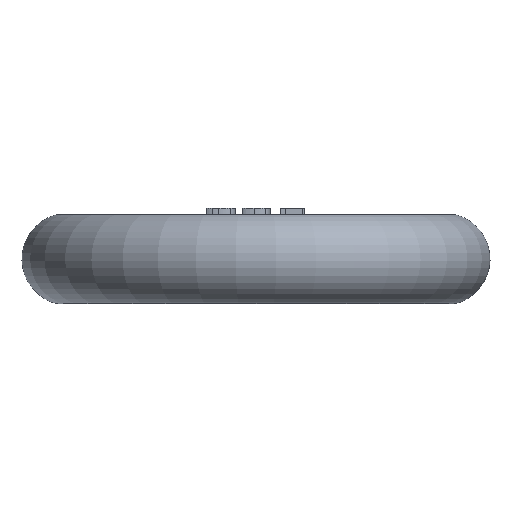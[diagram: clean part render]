
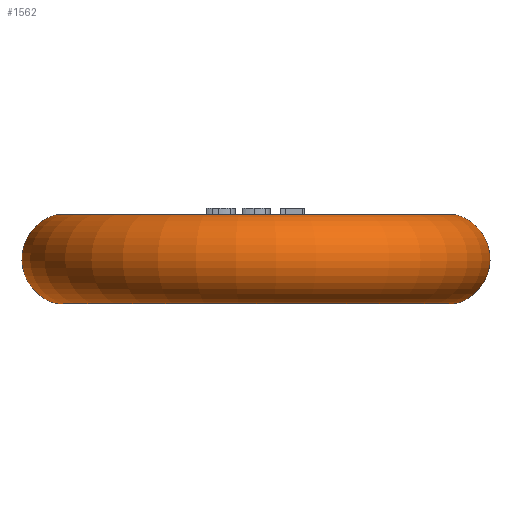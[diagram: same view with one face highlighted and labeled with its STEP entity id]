
A CAD part, front view. The second image highlights one B-rep face of the part: STEP entity #1562.
In plain terms, the highlighted toroidal (fillet/blend) face has major radius 21.214 mm and minor radius 5.163 mm.
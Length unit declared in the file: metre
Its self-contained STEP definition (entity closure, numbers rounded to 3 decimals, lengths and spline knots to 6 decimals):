
#18=TOROIDAL_SURFACE('',#1674,0.021214,0.005163);
#368=B_SPLINE_CURVE_WITH_KNOTS('',3,(#2864,#2865,#2866,#2867,#2868,#2869,
#2870),.UNSPECIFIED.,.F.,.F.,(4,1,1,1,4),(0.000046,0.003429,
0.006812,0.010195,0.013579),
 .UNSPECIFIED.);
#369=B_SPLINE_CURVE_WITH_KNOTS('',3,(#2872,#2873,#2874,#2875,#2876,#2877,
#2878),.UNSPECIFIED.,.F.,.F.,(4,1,1,1,4),(0.,0.003389,0.006779,
0.010168,0.013557),.UNSPECIFIED.);
#389=CIRCLE('',#1616,0.0225);
#408=CIRCLE('',#1663,0.0225);
#838=ORIENTED_EDGE('',*,*,#1082,.F.);
#839=ORIENTED_EDGE('',*,*,#953,.F.);
#840=ORIENTED_EDGE('',*,*,#1081,.T.);
#841=ORIENTED_EDGE('',*,*,#1076,.T.);
#953=EDGE_CURVE('',#1150,#1151,#389,.T.);
#1076=EDGE_CURVE('',#1237,#1236,#408,.T.);
#1081=EDGE_CURVE('',#1150,#1237,#368,.T.);
#1082=EDGE_CURVE('',#1151,#1236,#369,.T.);
#1150=VERTEX_POINT('',#2365);
#1151=VERTEX_POINT('',#2367);
#1236=VERTEX_POINT('',#2790);
#1237=VERTEX_POINT('',#2792);
#1343=EDGE_LOOP('',(#838,#839,#840,#841));
#1454=FACE_BOUND('',#1343,.T.);
#1562=ADVANCED_FACE('',(#1454),#18,.T.);
#1616=AXIS2_PLACEMENT_3D('',#2366,#1782,#1783);
#1663=AXIS2_PLACEMENT_3D('',#2791,#1948,#1949);
#1674=AXIS2_PLACEMENT_3D('',#2871,#1970,#1971);
#1782=DIRECTION('',(0.,0.,1.));
#1783=DIRECTION('',(1.,0.,0.));
#1948=DIRECTION('',(0.,0.,1.));
#1949=DIRECTION('',(1.,0.,0.));
#1970=DIRECTION('',(0.,0.,1.));
#1971=DIRECTION('',(1.,0.,0.));
#2365=CARTESIAN_POINT('',(-0.018708,0.0125,0.01));
#2366=CARTESIAN_POINT('',(0.,0.,0.01));
#2367=CARTESIAN_POINT('',(0.018708,0.0125,0.01));
#2790=CARTESIAN_POINT('',(0.018708,0.0125,0.));
#2791=CARTESIAN_POINT('',(0.,0.,0.));
#2792=CARTESIAN_POINT('',(-0.018708,0.0125,0.));
#2864=CARTESIAN_POINT('',(-0.018708,0.0125,0.01));
#2865=CARTESIAN_POINT('',(-0.01966,0.013069,0.009715));
#2866=CARTESIAN_POINT('',(-0.021364,0.014088,0.008407));
#2867=CARTESIAN_POINT('',(-0.022374,0.014691,0.005007));
#2868=CARTESIAN_POINT('',(-0.021378,0.014096,0.001609));
#2869=CARTESIAN_POINT('',(-0.01966,0.013069,0.000285));
#2870=CARTESIAN_POINT('',(-0.018708,0.0125,0.));
#2871=CARTESIAN_POINT('',(0.,0.,0.005));
#2872=CARTESIAN_POINT('',(0.018708,0.0125,0.01));
#2873=CARTESIAN_POINT('',(0.019661,0.01307,0.009715));
#2874=CARTESIAN_POINT('',(0.021366,0.014089,0.008405));
#2875=CARTESIAN_POINT('',(0.022375,0.014692,0.005003));
#2876=CARTESIAN_POINT('',(0.021372,0.014092,0.001602));
#2877=CARTESIAN_POINT('',(0.019661,0.01307,0.000285));
#2878=CARTESIAN_POINT('',(0.018708,0.0125,0.));
